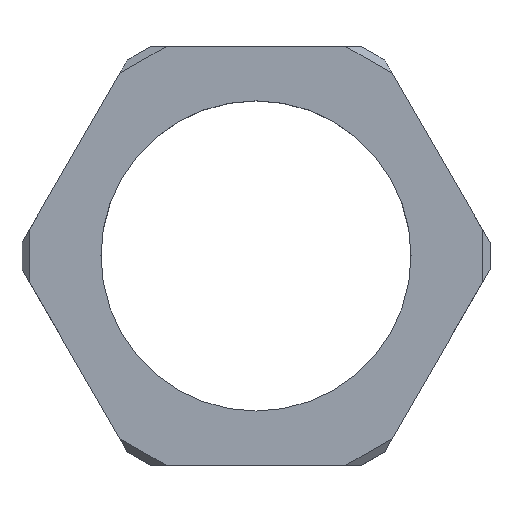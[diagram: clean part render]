
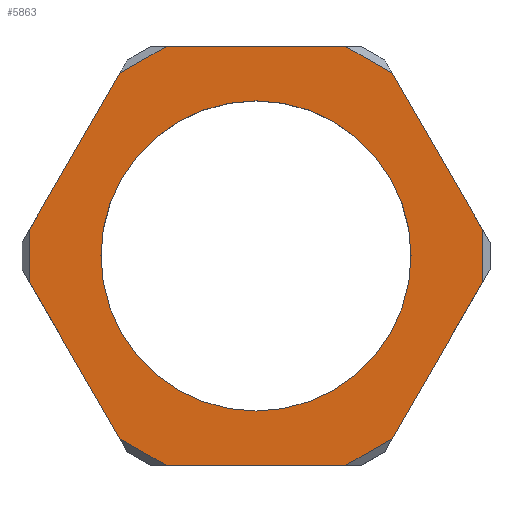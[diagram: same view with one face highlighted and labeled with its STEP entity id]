
A CAD part, top view. The second image highlights one B-rep face of the part: STEP entity #5863.
In plain terms, the highlighted planar face has unit normal (0, 0, 1).
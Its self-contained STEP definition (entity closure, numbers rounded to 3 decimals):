
#3122=DIRECTION('',(1.,0.,0.));
#3123=VECTOR('',#3122,11.588);
#3124=CARTESIAN_POINT('',(-5.794,-13.5,6.));
#3125=LINE('',#3124,#3123);
#3944=CARTESIAN_POINT('',(0.,0.,6.));
#3945=DIRECTION('',(0.,0.,1.));
#3946=DIRECTION('',(1.,0.,0.));
#3947=AXIS2_PLACEMENT_3D('',#3944,#3945,#3946);
#3952=CARTESIAN_POINT('',(0.,0.,6.));
#3953=DIRECTION('',(0.,0.,1.));
#3954=DIRECTION('',(-1.,0.,0.));
#3955=AXIS2_PLACEMENT_3D('',#3952,#3953,#3954);
#3960=DIRECTION('',(0.866,-0.5,0.));
#3961=VECTOR('',#3960,3.464);
#3962=CARTESIAN_POINT('',(-8.794,-11.768,6.));
#3963=LINE('',#3962,#3961);
#3967=DIRECTION('',(-0.5,0.866,0.));
#3968=VECTOR('',#3967,11.588);
#3969=CARTESIAN_POINT('',(-8.794,-11.768,6.));
#3970=LINE('',#3969,#3968);
#3974=DIRECTION('',(0.,1.,0.));
#3975=VECTOR('',#3974,3.464);
#3976=CARTESIAN_POINT('',(-14.588,-1.732,6.));
#3977=LINE('',#3976,#3975);
#3981=DIRECTION('',(0.5,0.866,0.));
#3982=VECTOR('',#3981,11.588);
#3983=CARTESIAN_POINT('',(-14.588,1.732,6.));
#3984=LINE('',#3983,#3982);
#3988=DIRECTION('',(-0.866,-0.5,0.));
#3989=VECTOR('',#3988,3.464);
#3990=CARTESIAN_POINT('',(-5.794,13.5,6.));
#3991=LINE('',#3990,#3989);
#3995=DIRECTION('',(-0.866,0.5,0.));
#3996=VECTOR('',#3995,3.464);
#3997=CARTESIAN_POINT('',(8.794,11.768,6.));
#3998=LINE('',#3997,#3996);
#4002=DIRECTION('',(0.5,-0.866,0.));
#4003=VECTOR('',#4002,11.588);
#4004=CARTESIAN_POINT('',(8.794,11.768,6.));
#4005=LINE('',#4004,#4003);
#4009=DIRECTION('',(0.,-1.,0.));
#4010=VECTOR('',#4009,3.464);
#4011=CARTESIAN_POINT('',(14.588,1.732,6.));
#4012=LINE('',#4011,#4010);
#4016=DIRECTION('',(-0.5,-0.866,0.));
#4017=VECTOR('',#4016,11.588);
#4018=CARTESIAN_POINT('',(14.588,-1.732,6.));
#4019=LINE('',#4018,#4017);
#4023=DIRECTION('',(0.866,0.5,0.));
#4024=VECTOR('',#4023,3.464);
#4025=CARTESIAN_POINT('',(5.794,-13.5,6.));
#4026=LINE('',#4025,#4024);
#4128=DIRECTION('',(-1.,0.,0.));
#4129=VECTOR('',#4128,11.588);
#4130=CARTESIAN_POINT('',(5.794,13.5,6.));
#4131=LINE('',#4130,#4129);
#4364=CARTESIAN_POINT('',(10.,0.,6.));
#4365=CARTESIAN_POINT('',(-10.,0.,6.));
#4366=VERTEX_POINT('',#4364);
#4367=VERTEX_POINT('',#4365);
#4464=CARTESIAN_POINT('',(-5.794,-13.5,6.));
#4466=VERTEX_POINT('',#4464);
#4470=CARTESIAN_POINT('',(-8.794,-11.768,6.));
#4471=VERTEX_POINT('',#4470);
#4473=CARTESIAN_POINT('',(-14.588,1.732,6.));
#4475=VERTEX_POINT('',#4473);
#4476=CARTESIAN_POINT('',(-14.588,-1.732,6.));
#4477=VERTEX_POINT('',#4476);
#4480=CARTESIAN_POINT('',(5.794,13.5,6.));
#4482=VERTEX_POINT('',#4480);
#4486=CARTESIAN_POINT('',(8.794,11.768,6.));
#4487=VERTEX_POINT('',#4486);
#4489=CARTESIAN_POINT('',(14.588,-1.732,6.));
#4491=VERTEX_POINT('',#4489);
#4492=CARTESIAN_POINT('',(14.588,1.732,6.));
#4493=VERTEX_POINT('',#4492);
#4496=CARTESIAN_POINT('',(8.794,-11.768,6.));
#4498=VERTEX_POINT('',#4496);
#4502=CARTESIAN_POINT('',(5.794,-13.5,6.));
#4503=VERTEX_POINT('',#4502);
#4504=CARTESIAN_POINT('',(-8.794,11.768,6.));
#4506=VERTEX_POINT('',#4504);
#4510=CARTESIAN_POINT('',(-5.794,13.5,6.));
#4511=VERTEX_POINT('',#4510);
#5828=CARTESIAN_POINT('',(0.,0.,6.));
#5829=DIRECTION('',(0.,0.,1.));
#5830=DIRECTION('',(1.,0.,0.));
#5831=AXIS2_PLACEMENT_3D('',#5828,#5829,#5830);
#5832=PLANE('',#5831);
#5833=ORIENTED_EDGE('',*,*,#4589,.F.);
#5835=ORIENTED_EDGE('',*,*,#5834,.T.);
#5837=ORIENTED_EDGE('',*,*,#5836,.T.);
#5839=ORIENTED_EDGE('',*,*,#5838,.T.);
#5841=ORIENTED_EDGE('',*,*,#5840,.F.);
#5843=ORIENTED_EDGE('',*,*,#5842,.F.);
#5845=ORIENTED_EDGE('',*,*,#5844,.F.);
#5847=ORIENTED_EDGE('',*,*,#5846,.T.);
#5849=ORIENTED_EDGE('',*,*,#5848,.T.);
#5851=ORIENTED_EDGE('',*,*,#5850,.T.);
#5853=ORIENTED_EDGE('',*,*,#5852,.F.);
#5854=ORIENTED_EDGE('',*,*,#4607,.F.);
#5855=EDGE_LOOP('',(#5833,#5835,#5837,#5839,#5841,#5843,#5845,#5847,#5849,#5851,
#5853,#5854));
#5856=FACE_OUTER_BOUND('',#5855,.F.);
#5858=ORIENTED_EDGE('',*,*,#5857,.T.);
#5860=ORIENTED_EDGE('',*,*,#5859,.T.);
#5861=EDGE_LOOP('',(#5858,#5860));
#5862=FACE_BOUND('',#5861,.F.);
#3948=CIRCLE('',#3947,10.);
#3956=CIRCLE('',#3955,10.);
#4589=EDGE_CURVE('',#4471,#4466,#3963,.T.);
#4607=EDGE_CURVE('',#4466,#4503,#3125,.T.);
#5834=EDGE_CURVE('',#4471,#4477,#3970,.T.);
#5836=EDGE_CURVE('',#4477,#4475,#3977,.T.);
#5838=EDGE_CURVE('',#4475,#4506,#3984,.T.);
#5840=EDGE_CURVE('',#4511,#4506,#3991,.T.);
#5842=EDGE_CURVE('',#4482,#4511,#4131,.T.);
#5844=EDGE_CURVE('',#4487,#4482,#3998,.T.);
#5846=EDGE_CURVE('',#4487,#4493,#4005,.T.);
#5848=EDGE_CURVE('',#4493,#4491,#4012,.T.);
#5850=EDGE_CURVE('',#4491,#4498,#4019,.T.);
#5852=EDGE_CURVE('',#4503,#4498,#4026,.T.);
#5857=EDGE_CURVE('',#4366,#4367,#3948,.T.);
#5859=EDGE_CURVE('',#4367,#4366,#3956,.T.);
#5863=ADVANCED_FACE('',(#5856,#5862),#5832,.T.);
